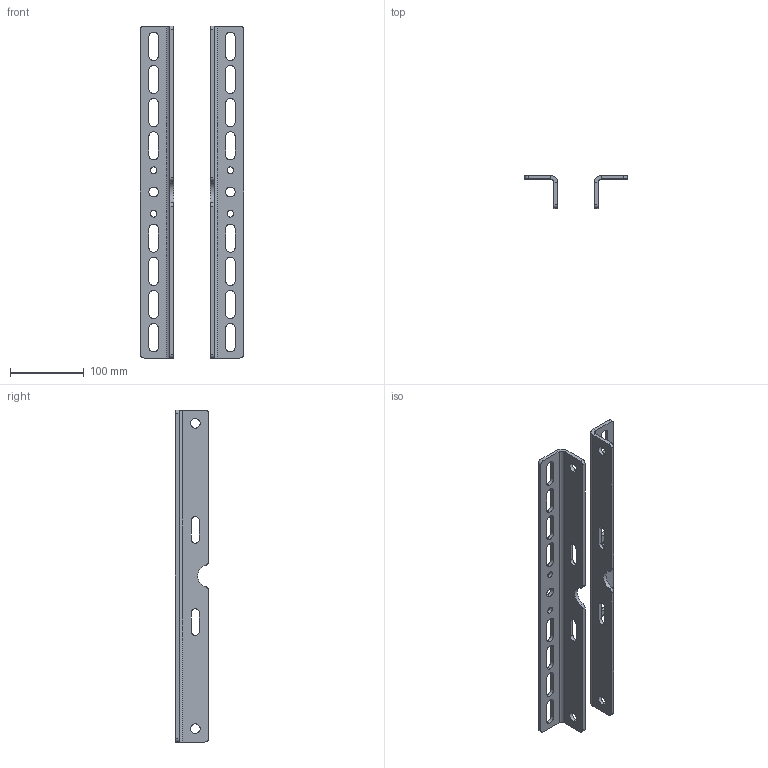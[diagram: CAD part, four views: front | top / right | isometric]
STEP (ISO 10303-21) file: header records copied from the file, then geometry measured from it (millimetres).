
FILE_DESCRIPTION (( 'STEP AP203' ), '1' );
FILE_NAME ('T42995.STEP', '2018-07-27T08:02:24', ( '' ), ( '' ), 'SwSTEP 2.0', 'SolidWorks 2016', '' );
FILE_SCHEMA (( 'CONFIG_CONTROL_DESIGN' ));
Length unit declared in the file: millimetre
Products named in the file (2): T42995; TH800
Assembly tree (2 placements, depth 2):
  T42995
    TH800  x2
Bounding box: 140 x 45 x 450 mm (x, y, z)
Volume: 314921.7 mm3; surface area: 147407.5 mm2
Topology: 2 solids, 2 shells, 164 faces, 464 edges, 304 vertices
Faces by surface type: cylinder 98, plane 66
Entity records: 2978 total; most frequent: DIRECTION 504, CARTESIAN_POINT 471, ORIENTED_EDGE 464, EDGE_CURVE 232, AXIS2_PLACEMENT_3D 185, VERTEX_POINT 152, LINE 134, VECTOR 134
